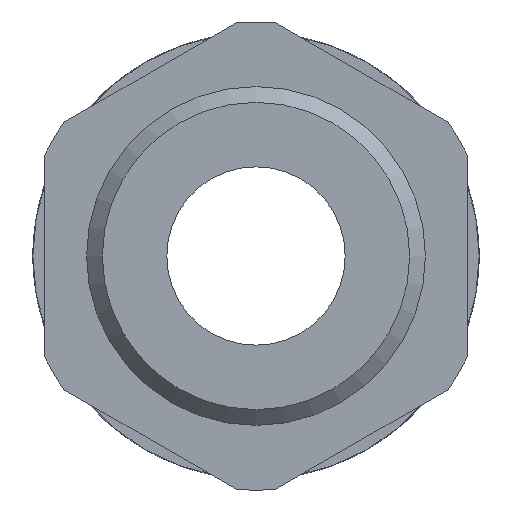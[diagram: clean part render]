
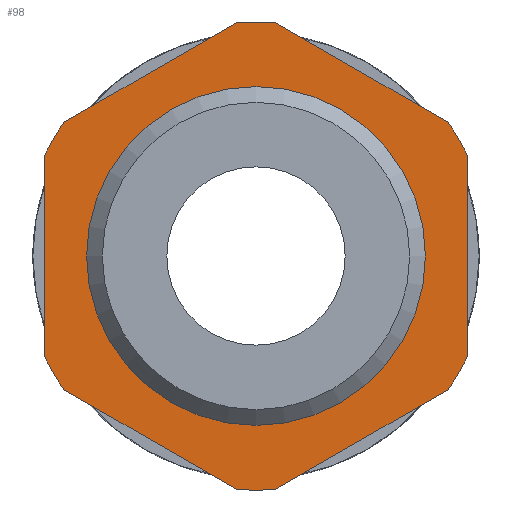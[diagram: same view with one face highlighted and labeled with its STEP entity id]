
A CAD part, left-side view. The second image highlights one B-rep face of the part: STEP entity #98.
In plain terms, the highlighted planar face has unit normal (-1, 0, 0).
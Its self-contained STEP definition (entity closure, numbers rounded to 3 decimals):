
#98 = ADVANCED_FACE( '', ( #184, #185 ), #186, .F. );
#184 = FACE_OUTER_BOUND( '', #311, .T. );
#185 = FACE_BOUND( '', #312, .T. );
#186 = PLANE( '', #313 );
#311 = EDGE_LOOP( '', ( #566, #567, #568, #569, #570, #571, #572, #573, #574, #575, #576, #577 ) );
#312 = EDGE_LOOP( '', ( #578 ) );
#313 = AXIS2_PLACEMENT_3D( '', #579, #580, #581 );
#566 = ORIENTED_EDGE( '', *, *, #846, .F. );
#567 = ORIENTED_EDGE( '', *, *, #847, .F. );
#568 = ORIENTED_EDGE( '', *, *, #848, .F. );
#569 = ORIENTED_EDGE( '', *, *, #842, .F. );
#570 = ORIENTED_EDGE( '', *, *, #849, .F. );
#571 = ORIENTED_EDGE( '', *, *, #844, .F. );
#572 = ORIENTED_EDGE( '', *, *, #850, .F. );
#573 = ORIENTED_EDGE( '', *, *, #851, .F. );
#574 = ORIENTED_EDGE( '', *, *, #852, .F. );
#575 = ORIENTED_EDGE( '', *, *, #853, .F. );
#576 = ORIENTED_EDGE( '', *, *, #854, .F. );
#577 = ORIENTED_EDGE( '', *, *, #855, .F. );
#578 = ORIENTED_EDGE( '', *, *, #856, .T. );
#579 = CARTESIAN_POINT( '', ( -18.5, 6.93, 0. ) );
#580 = DIRECTION( '', ( 1., 0., 0. ) );
#581 = DIRECTION( '', ( 0., 0., -1. ) );
#842 = EDGE_CURVE( '', #1015, #1013, #1017, .T. );
#844 = EDGE_CURVE( '', #1018, #1020, #1021, .T. );
#846 = EDGE_CURVE( '', #1023, #1024, #1025, .T. );
#847 = EDGE_CURVE( '', #1026, #1023, #1027, .T. );
#848 = EDGE_CURVE( '', #1013, #1026, #1028, .T. );
#849 = EDGE_CURVE( '', #1020, #1015, #1029, .T. );
#850 = EDGE_CURVE( '', #1030, #1018, #1031, .T. );
#851 = EDGE_CURVE( '', #1032, #1030, #1033, .T. );
#852 = EDGE_CURVE( '', #1034, #1032, #1035, .T. );
#853 = EDGE_CURVE( '', #1036, #1034, #1037, .T. );
#854 = EDGE_CURVE( '', #1038, #1036, #1039, .T. );
#855 = EDGE_CURVE( '', #1024, #1038, #1040, .T. );
#856 = EDGE_CURVE( '', #1041, #1041, #1042, .T. );
#1013 = VERTEX_POINT( '', #1245 );
#1015 = VERTEX_POINT( '', #1248 );
#1017 = CIRCLE( '', #1251, 10.5 );
#1018 = VERTEX_POINT( '', #1252 );
#1020 = VERTEX_POINT( '', #1255 );
#1021 = CIRCLE( '', #1256, 10.5 );
#1023 = VERTEX_POINT( '', #1259 );
#1024 = VERTEX_POINT( '', #1260 );
#1025 = LINE( '', #1261, #1262 );
#1026 = VERTEX_POINT( '', #1263 );
#1027 = CIRCLE( '', #1264, 10.5 );
#1028 = LINE( '', #1265, #1266 );
#1029 = LINE( '', #1267, #1268 );
#1030 = VERTEX_POINT( '', #1269 );
#1031 = LINE( '', #1270, #1271 );
#1032 = VERTEX_POINT( '', #1272 );
#1033 = CIRCLE( '', #1273, 10.5 );
#1034 = VERTEX_POINT( '', #1274 );
#1035 = LINE( '', #1275, #1276 );
#1036 = VERTEX_POINT( '', #1277 );
#1037 = CIRCLE( '', #1278, 10.5 );
#1038 = VERTEX_POINT( '', #1279 );
#1039 = LINE( '', #1280, #1281 );
#1040 = CIRCLE( '', #1282, 10.5 );
#1041 = VERTEX_POINT( '', #1283 );
#1042 = CIRCLE( '', #1284, 6.93 );
#1245 = CARTESIAN_POINT( '', ( -18.5, 0.877, -10.463 ) );
#1248 = CARTESIAN_POINT( '', ( -18.5, -0.877, -10.463 ) );
#1251 = AXIS2_PLACEMENT_3D( '', #1475, #1476, #1477 );
#1252 = CARTESIAN_POINT( '', ( -18.5, -9.5, -4.472 ) );
#1255 = CARTESIAN_POINT( '', ( -18.5, -8.623, -5.991 ) );
#1256 = AXIS2_PLACEMENT_3D( '', #1479, #1480, #1481 );
#1259 = CARTESIAN_POINT( '', ( -18.5, 9.5, -4.472 ) );
#1260 = CARTESIAN_POINT( '', ( -18.5, 9.5, 4.472 ) );
#1261 = CARTESIAN_POINT( '', ( -18.5, 9.5, -5.485 ) );
#1262 = VECTOR( '', #1483, 1000. );
#1263 = CARTESIAN_POINT( '', ( -18.5, 8.623, -5.991 ) );
#1264 = AXIS2_PLACEMENT_3D( '', #1484, #1485, #1486 );
#1265 = CARTESIAN_POINT( '', ( -18.5, 0., -10.97 ) );
#1266 = VECTOR( '', #1487, 1000. );
#1267 = CARTESIAN_POINT( '', ( -18.5, -9.5, -5.485 ) );
#1268 = VECTOR( '', #1488, 1000. );
#1269 = CARTESIAN_POINT( '', ( -18.5, -9.5, 4.472 ) );
#1270 = CARTESIAN_POINT( '', ( -18.5, -9.5, 5.485 ) );
#1271 = VECTOR( '', #1489, 1000. );
#1272 = CARTESIAN_POINT( '', ( -18.5, -8.623, 5.991 ) );
#1273 = AXIS2_PLACEMENT_3D( '', #1490, #1491, #1492 );
#1274 = CARTESIAN_POINT( '', ( -18.5, -0.877, 10.463 ) );
#1275 = CARTESIAN_POINT( '', ( -18.5, 0., 10.97 ) );
#1276 = VECTOR( '', #1493, 1000. );
#1277 = CARTESIAN_POINT( '', ( -18.5, 0.877, 10.463 ) );
#1278 = AXIS2_PLACEMENT_3D( '', #1494, #1495, #1496 );
#1279 = CARTESIAN_POINT( '', ( -18.5, 8.623, 5.991 ) );
#1280 = CARTESIAN_POINT( '', ( -18.5, 9.5, 5.485 ) );
#1281 = VECTOR( '', #1497, 1000. );
#1282 = AXIS2_PLACEMENT_3D( '', #1498, #1499, #1500 );
#1283 = CARTESIAN_POINT( '', ( -18.5, 0., -6.93 ) );
#1284 = AXIS2_PLACEMENT_3D( '', #1501, #1502, #1503 );
#1475 = CARTESIAN_POINT( '', ( -18.5, 0., 0. ) );
#1476 = DIRECTION( '', ( 1., 0., 0. ) );
#1477 = DIRECTION( '', ( 0., 0., -1. ) );
#1479 = CARTESIAN_POINT( '', ( -18.5, 0., 0. ) );
#1480 = DIRECTION( '', ( 1., 0., 0. ) );
#1481 = DIRECTION( '', ( 0., 0., -1. ) );
#1483 = DIRECTION( '', ( 0., 0., 1. ) );
#1484 = CARTESIAN_POINT( '', ( -18.5, 0., 0. ) );
#1485 = DIRECTION( '', ( 1., 0., 0. ) );
#1486 = DIRECTION( '', ( 0., 0., -1. ) );
#1487 = DIRECTION( '', ( 0., 0.866, 0.5 ) );
#1488 = DIRECTION( '', ( 0., 0.866, -0.5 ) );
#1489 = DIRECTION( '', ( 0., 0., -1. ) );
#1490 = CARTESIAN_POINT( '', ( -18.5, 0., 0. ) );
#1491 = DIRECTION( '', ( 1., 0., 0. ) );
#1492 = DIRECTION( '', ( 0., 0., -1. ) );
#1493 = DIRECTION( '', ( 0., -0.866, -0.5 ) );
#1494 = CARTESIAN_POINT( '', ( -18.5, 0., 0. ) );
#1495 = DIRECTION( '', ( 1., 0., 0. ) );
#1496 = DIRECTION( '', ( 0., 0., -1. ) );
#1497 = DIRECTION( '', ( 0., -0.866, 0.5 ) );
#1498 = CARTESIAN_POINT( '', ( -18.5, 0., 0. ) );
#1499 = DIRECTION( '', ( 1., 0., 0. ) );
#1500 = DIRECTION( '', ( 0., 0., -1. ) );
#1501 = CARTESIAN_POINT( '', ( -18.5, 0., 0. ) );
#1502 = DIRECTION( '', ( 1., 0., 0. ) );
#1503 = DIRECTION( '', ( 0., 0., -1. ) );
